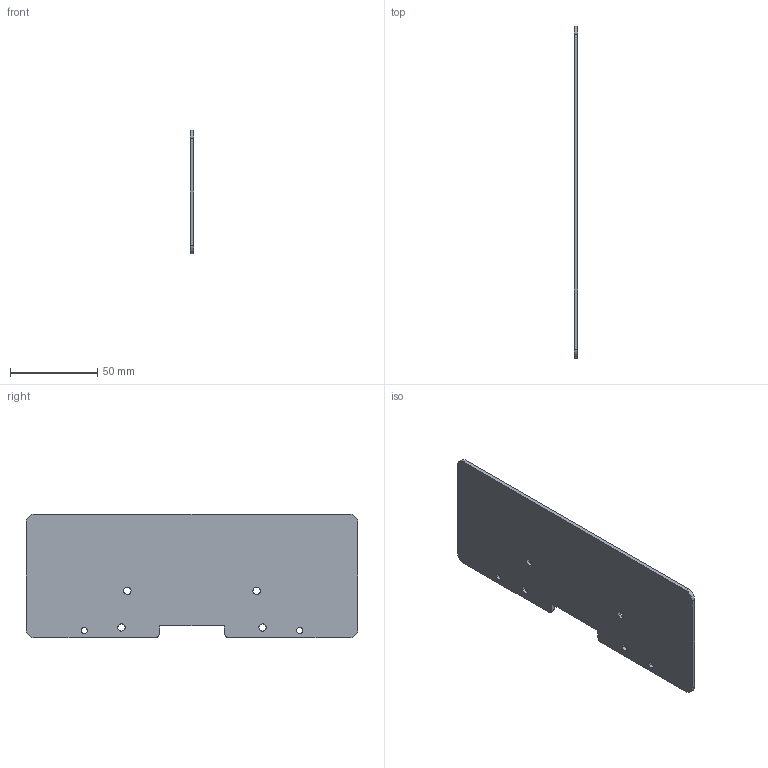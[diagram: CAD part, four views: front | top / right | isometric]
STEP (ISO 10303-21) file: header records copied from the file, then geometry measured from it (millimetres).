
FILE_DESCRIPTION(('CATIA V5 STEP Exchange','CAx-IF Rec.Pracs.--- Model Styling and Organization---1.4--- 2014-01-23'),'2;1');
FILE_NAME ('D1448111_1', '2023-06-26T07:59:23+00:00', ('none'), ('Weidmueller'), 'CATIA Version 5-6 Release 2016 SP3 HF44', 'CATIA V5 STEP AP214', 'none');
FILE_SCHEMA(('AUTOMOTIVE_DESIGN { 1 0 10303 214 1 1 1 1 }'));
Length unit declared in the file: millimetre
Products named in the file (1): 1067200000_WTW_WFF70
Bounding box: 2 x 190 x 71 mm (x, y, z)
Volume: 26262 mm3; surface area: 27461.3 mm2
Topology: 1 solids, 1 shells, 28 faces, 78 edges, 52 vertices
Faces by surface type: cylinder 18, plane 10
Entity records: 956 total; most frequent: CARTESIAN_POINT 197, ORIENTED_EDGE 156, DIRECTION 129, EDGE_CURVE 78, AXIS2_PLACEMENT_3D 61, VERTEX_POINT 52, VECTOR 42, LINE 42
